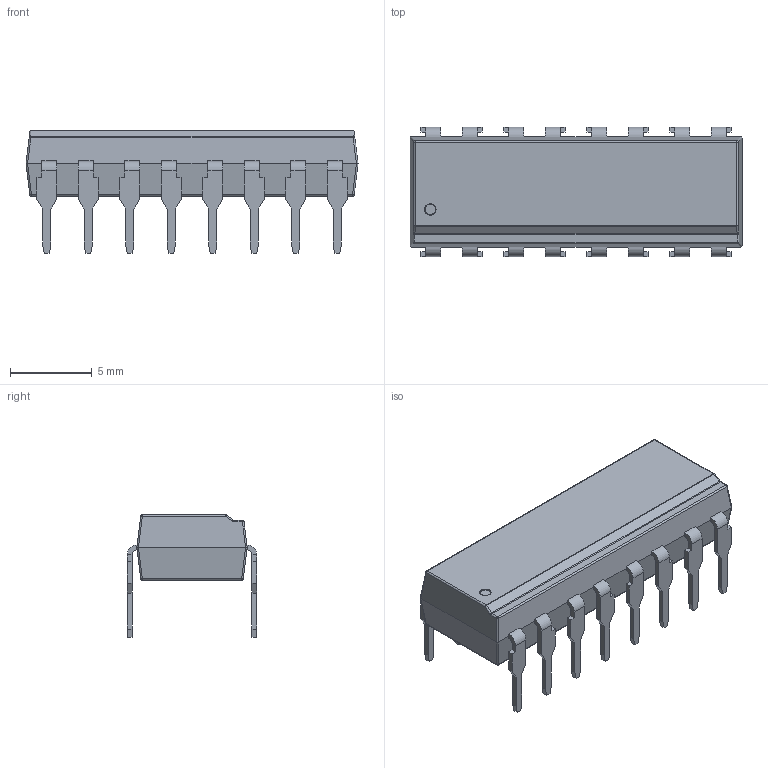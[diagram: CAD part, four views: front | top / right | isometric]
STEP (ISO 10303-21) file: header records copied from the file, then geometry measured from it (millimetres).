
FILE_DESCRIPTION(('STEP AP214'), '1');
FILE_NAME('DIP-OC', '2020-05-06T06:48:13', ('AF'), (''), 'UNSPECIFIED', 'UNSPECIFIED', '');
FILE_SCHEMA(('AUTOMOTIVE_DESIGN { 1 0 10303 214 3 1 1}'));
Length unit declared in the file: millimetre
Bounding box: 20.32 x 7.92 x 7.5 mm (x, y, z)
Volume: 538.6 mm3; surface area: 667.8 mm2
Topology: 17 solids, 17 shells, 398 faces, 933 edges, 562 vertices
Faces by surface type: plane 333, cylinder 54, bspline 10, cone 1
Entity records: 14534 total; most frequent: CARTESIAN_POINT 2085, ORIENTED_EDGE 1848, DIRECTION 1782, EDGE_CURVE 924, LINE 816, VECTOR 816, VERTEX_POINT 562, AXIS2_PLACEMENT_3D 483
